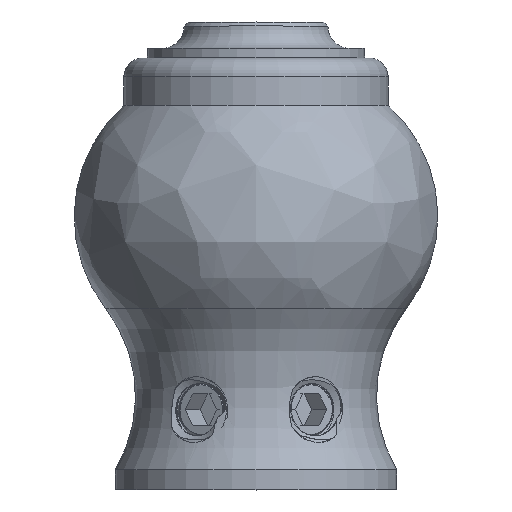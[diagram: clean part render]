
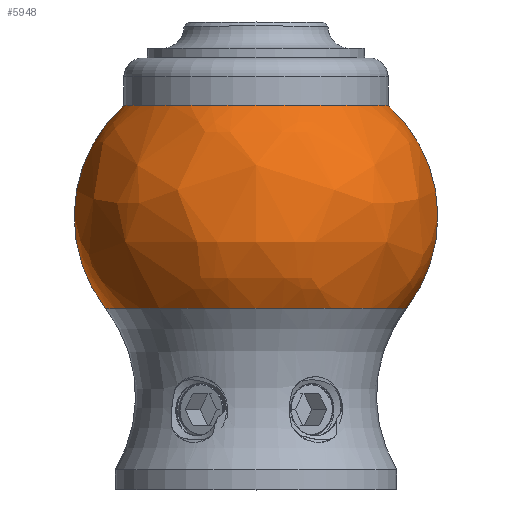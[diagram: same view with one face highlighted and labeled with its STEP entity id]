
A CAD part, top view. The second image highlights one B-rep face of the part: STEP entity #5948.
In plain terms, the highlighted free-form (B-spline) face has degree [3, 3] with [7, 4] control points.
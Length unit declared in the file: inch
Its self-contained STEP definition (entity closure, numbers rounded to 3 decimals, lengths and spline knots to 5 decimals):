
#256=CARTESIAN_POINT('',(0.08,0.68294,0.));
#257=DIRECTION('',(0.,0.,1.));
#258=DIRECTION('',(0.791,-0.612,0.));
#259=AXIS2_PLACEMENT_3D('',#256,#257,#258);
#261=CARTESIAN_POINT('',(-0.08,0.68294,0.));
#262=DIRECTION('',(0.,0.,-1.));
#263=DIRECTION('',(-0.791,-0.612,0.));
#264=AXIS2_PLACEMENT_3D('',#261,#262,#263);
#266=CARTESIAN_POINT('',(0.,0.45329,0.));
#267=DIRECTION('',(0.,1.,0.));
#268=DIRECTION('',(1.,0.,0.));
#269=AXIS2_PLACEMENT_3D('',#266,#267,#268);
#279=CARTESIAN_POINT('',(0.,0.962,0.));
#280=DIRECTION('',(0.,1.,0.));
#281=DIRECTION('',(1.,0.,0.));
#282=AXIS2_PLACEMENT_3D('',#279,#280,#281);
#5170=CARTESIAN_POINT('',(0.37646,0.45329,0.));
#5171=VERTEX_POINT('',#5170);
#5172=CARTESIAN_POINT('',(0.3305,0.962,0.));
#5173=VERTEX_POINT('',#5172);
#5186=CARTESIAN_POINT('',(-0.37646,0.45329,0.));
#5187=VERTEX_POINT('',#5186);
#5188=CARTESIAN_POINT('',(-0.3305,0.962,0.));
#5189=VERTEX_POINT('',#5188);
#5912=CARTESIAN_POINT('',(-0.32139,0.96938,
0.02022));
#5913=CARTESIAN_POINT('',(-0.4872,0.82901,
0.03065));
#5914=CARTESIAN_POINT('',(-0.50673,0.61239,
0.03188));
#5915=CARTESIAN_POINT('',(-0.36871,0.44451,
0.0232));
#5916=CARTESIAN_POINT('',(-0.33383,0.96938,
-0.17756));
#5917=CARTESIAN_POINT('',(-0.50606,0.82901,
-0.26917));
#5918=CARTESIAN_POINT('',(-0.52635,0.61239,
-0.27996));
#5919=CARTESIAN_POINT('',(-0.38299,0.44451,
-0.20371));
#5920=CARTESIAN_POINT('',(-0.19817,0.96938,
-0.32203));
#5921=CARTESIAN_POINT('',(-0.30041,0.82901,
-0.48816));
#5922=CARTESIAN_POINT('',(-0.31246,0.61239,
-0.50773));
#5923=CARTESIAN_POINT('',(-0.22735,0.44451,
-0.36944));
#5924=CARTESIAN_POINT('',(0.,0.96938,-0.32203));
#5925=CARTESIAN_POINT('',(0.,0.82901,-0.48816));
#5926=CARTESIAN_POINT('',(0.,0.61239,-0.50773));
#5927=CARTESIAN_POINT('',(0.,0.44451,-0.36944));
#5928=CARTESIAN_POINT('',(0.19817,0.96938,
-0.32203));
#5929=CARTESIAN_POINT('',(0.30041,0.82901,
-0.48816));
#5930=CARTESIAN_POINT('',(0.31246,0.61239,
-0.50773));
#5931=CARTESIAN_POINT('',(0.22735,0.44451,
-0.36944));
#5932=CARTESIAN_POINT('',(0.33383,0.96938,
-0.17756));
#5933=CARTESIAN_POINT('',(0.50606,0.82901,
-0.26917));
#5934=CARTESIAN_POINT('',(0.52635,0.61239,
-0.27996));
#5935=CARTESIAN_POINT('',(0.38299,0.44451,
-0.20371));
#5936=CARTESIAN_POINT('',(0.32139,0.96938,
0.02022));
#5937=CARTESIAN_POINT('',(0.4872,0.82901,
0.03065));
#5938=CARTESIAN_POINT('',(0.50673,0.61239,
0.03188));
#5939=CARTESIAN_POINT('',(0.36871,0.44451,
0.0232));
#5940=(BOUNDED_SURFACE()B_SPLINE_SURFACE(3,3,((#5912,#5913,#5914,#5915),(#5916,
#5917,#5918,#5919),(#5920,#5921,#5922,#5923),(#5924,#5925,#5926,#5927),(#5928,
#5929,#5930,#5931),(#5932,#5933,#5934,#5935),(#5936,#5937,#5938,#5939)),
.UNSPECIFIED.,.F.,.F.,.F.)B_SPLINE_SURFACE_WITH_KNOTS((4,3,4),(4,4),(0.,1.,
2.),(0.,1.),.UNSPECIFIED.)GEOMETRIC_REPRESENTATION_ITEM()RATIONAL_B_SPLINE_SURFACE(((1.387,1.121,1.121,1.387),(
1.096,0.885,0.885,1.096),(
1.096,0.885,0.885,1.096),(
1.387,1.121,1.121,1.387),(
1.096,0.885,0.885,1.096),(
1.096,0.885,0.885,1.096),(
1.387,1.121,1.121,1.387)))REPRESENTATION_ITEM('')SURFACE());
#5941=ORIENTED_EDGE('',*,*,#5896,.T.);
#5943=ORIENTED_EDGE('',*,*,#5942,.T.);
#5944=ORIENTED_EDGE('',*,*,#5899,.F.);
#5945=ORIENTED_EDGE('',*,*,#5802,.F.);
#5946=EDGE_LOOP('',(#5941,#5943,#5944,#5945));
#5947=FACE_OUTER_BOUND('',#5946,.F.);
#5948=ADVANCED_FACE('',(#5947),#5940,.T.);
#260=CIRCLE('',#259,0.375);
#265=CIRCLE('',#264,0.375);
#270=CIRCLE('',#269,0.37646);
#283=CIRCLE('',#282,0.3305);
#5802=EDGE_CURVE('',#5171,#5187,#270,.T.);
#5896=EDGE_CURVE('',#5171,#5173,#260,.T.);
#5899=EDGE_CURVE('',#5187,#5189,#265,.T.);
#5942=EDGE_CURVE('',#5173,#5189,#283,.T.);
